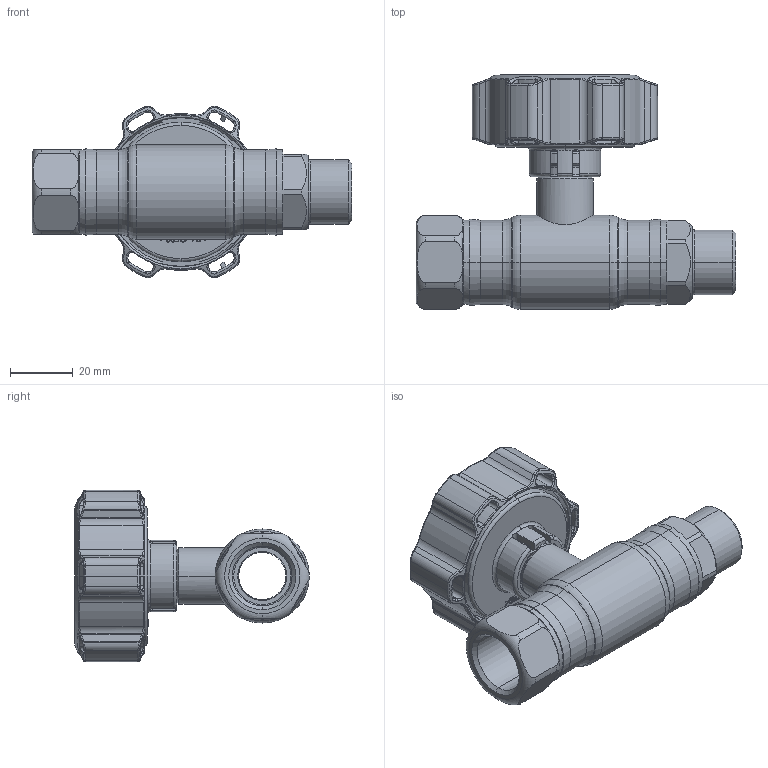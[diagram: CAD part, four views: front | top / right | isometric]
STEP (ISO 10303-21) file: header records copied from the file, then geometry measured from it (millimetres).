
FILE_DESCRIPTION (( 'STEP AP214' ), '1' );
FILE_NAME ('2015002400-0200.step', '2024-01-11T11:19:33', ( '' ), ( '' ), 'SwSTEP 2.0', 'SolidWorks 2021', '' );
FILE_SCHEMA (( 'AUTOMOTIVE_DESIGN' ));
Length unit declared in the file: millimetre
Products named in the file (1): 2015002400-0200
Bounding box: 102 x 74.8 x 54.57 mm (x, y, z)
Surface area: 26910.4 mm2 (no closed solid volume)
Topology: 0 solids, 8 shells, 592 faces, 1610 edges, 1014 vertices
Faces by surface type: bspline 183, cylinder 136, plane 126, torus 93, cone 54
Entity records: 35052 total; most frequent: CARTESIAN_POINT 15210, ORIENTED_EDGE 2990, DIRECTION 2368, EDGE_CURVE 1610, VERTEX_POINT 1014, AXIS2_PLACEMENT_3D 948, EDGE_LOOP 626, UNCERTAINTY_MEASURE_WITH_UNIT 594
